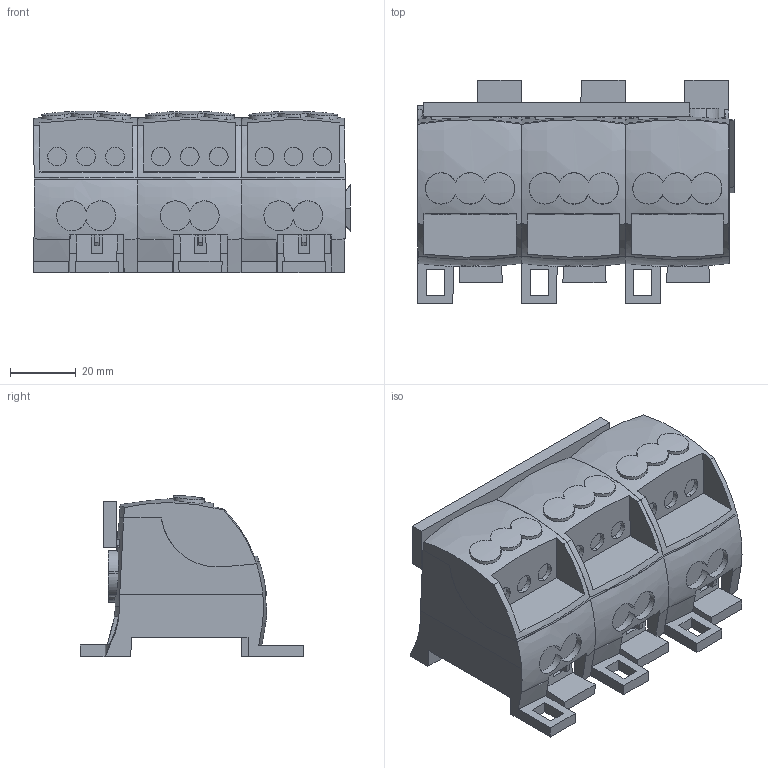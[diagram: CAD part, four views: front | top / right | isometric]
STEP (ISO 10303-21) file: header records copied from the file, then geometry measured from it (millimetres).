
FILE_DESCRIPTION(('CATIA V5 STEP Exchange','CAx-IF Rec.Pracs.--- Model Styling and Organization---1.5--- 2016-08-15','CAx-IF Rec.Pracs.---Supplemental Geometry---1.0---2011-11-01','CAx-IF Rec.Pracs.--- Composite Materials ---1.1---2010-07-15'),'2;1');
FILE_NAME ('D1452816_1', '2025-09-22T05:34:52+00:00', ('none'), ('Weidmueller'), 'CATIA Version 5-6 Release 2024 SP4', 'CATIA V5 STEP AP214 v3', 'none');
FILE_SCHEMA(('AUTOMOTIVE_DESIGN { 1 0 10303 214 1 1 1 1 }'));
Products named in the file (1): 1562160000
Bounding box: 96.18 x 68 x 49.07 mm (x, y, z)
Volume: 147248.9 mm3; surface area: 43337.1 mm2
Topology: 3 solids, 3 shells, 412 faces, 1387 edges, 1002 vertices
Faces by surface type: plane 225, bspline 77, cylinder 65, extrusion 45
Entity records: 45717 total; most frequent: CARTESIAN_POINT 35505, ORIENTED_EDGE 2762, EDGE_CURVE 1381, DIRECTION 1085, VERTEX_POINT 1002, B_SPLINE_CURVE_WITH_KNOTS 734, VECTOR 635, LINE 590
